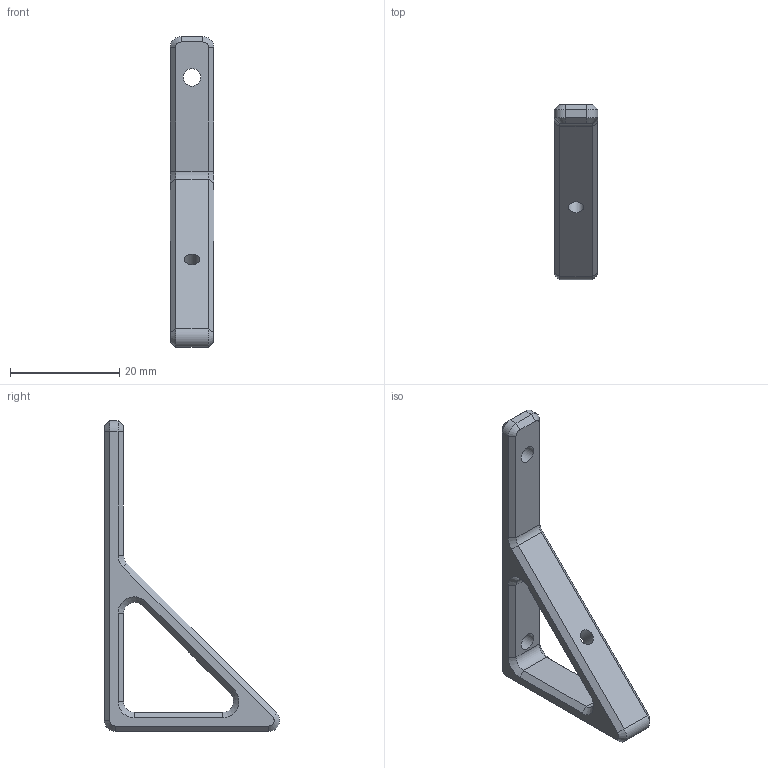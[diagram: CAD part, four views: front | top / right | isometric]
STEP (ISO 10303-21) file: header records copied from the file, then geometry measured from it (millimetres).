
FILE_DESCRIPTION(('FreeCAD Model'),'2;1');
FILE_NAME('Open CASCADE Shape Model','2024-12-25T20:58:30',(''),(''), 'Open CASCADE STEP processor 7.6','FreeCAD','Unknown');
FILE_SCHEMA(('AUTOMOTIVE_DESIGN { 1 0 10303 214 1 1 1 1 }'));
Length unit declared in the file: millimetre
Products named in the file (1): OLED.stand
Bounding box: 8 x 32.12 x 57 mm (x, y, z)
Volume: 3162.6 mm3; surface area: 2465.7 mm2
Topology: 1 solids, 1 shells, 53 faces, 121 edges, 70 vertices
Faces by surface type: plane 26, cone 16, cylinder 11
Full cylindrical faces by diameter (mm): 2.8 x1, 3.2 x2
Entity records: 3107 total; most frequent: CARTESIAN_POINT 565, DIRECTION 496, LINE 303, VECTOR 303, ORIENTED_EDGE 242, PCURVE 242, DEFINITIONAL_REPRESENTATION 242, EDGE_CURVE 121
